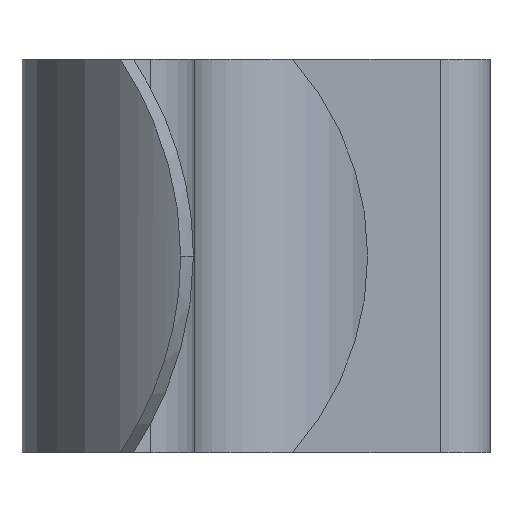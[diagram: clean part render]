
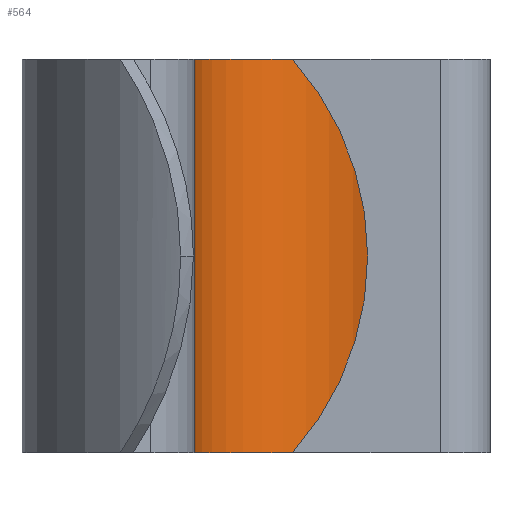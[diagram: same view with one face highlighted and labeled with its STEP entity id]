
A CAD part, left-side view. The second image highlights one B-rep face of the part: STEP entity #564.
In plain terms, the highlighted cylindrical face has radius 4.369 mm (diameter 8.738 mm), a partial arc.
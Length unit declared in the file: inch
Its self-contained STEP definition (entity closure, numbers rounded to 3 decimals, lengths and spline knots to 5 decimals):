
#43 = AXIS2_PLACEMENT_3D ( 'NONE', #453, #450, #448 ) ;
#110 = CIRCLE ( 'NONE', #43, 0.172 ) ;
#128 = ORIENTED_EDGE ( 'NONE', *, *, #147, .T. ) ;
#137 = CARTESIAN_POINT ( 'NONE',  ( 0.686, 0.376, 0.5 ) ) ;
#141 = VERTEX_POINT ( 'NONE', #137 ) ;
#143 = CARTESIAN_POINT ( 'NONE',  ( 0.686, 0.376, 0.5 ) ) ;
#147 = EDGE_CURVE ( 'NONE', #141, #467, #371, .T. ) ;
#154 = FACE_OUTER_BOUND ( 'NONE', #533, .T. ) ;
#162 = ORIENTED_EDGE ( 'NONE', *, *, #505, .T. ) ;
#169 = CARTESIAN_POINT ( 'NONE',  ( 0.686, 0.032, 0.5 ) ) ;
#175 = DIRECTION ( 'NONE',  ( 0., 0., -1. ) ) ;
#268 = CYLINDRICAL_SURFACE ( 'NONE', #688, 0.172 ) ;
#315 = AXIS2_PLACEMENT_3D ( 'NONE', #638, #632, #629 ) ;
#334 = EDGE_CURVE ( 'NONE', #141, #653, #409, .T. ) ;
#366 = VERTEX_POINT ( 'NONE', #603 ) ;
#371 = LINE ( 'NONE', #143, #528 ) ;
#384 = DIRECTION ( 'NONE',  ( 0., 0., -1. ) ) ;
#389 = ORIENTED_EDGE ( 'NONE', *, *, #334, .F. ) ;
#400 = DIRECTION ( 'NONE',  ( -1., 0., 0. ) ) ;
#403 = EDGE_CURVE ( 'NONE', #653, #366, #577, .T. ) ;
#409 = CIRCLE ( 'NONE', #315, 0.172 ) ;
#427 = ORIENTED_EDGE ( 'NONE', *, *, #403, .F. ) ;
#442 = CARTESIAN_POINT ( 'NONE',  ( 0.686, 0.204, 0.5 ) ) ;
#448 = DIRECTION ( 'NONE',  ( 1., 0., 0. ) ) ;
#450 = DIRECTION ( 'NONE',  ( 0., 0., -1. ) ) ;
#453 = CARTESIAN_POINT ( 'NONE',  ( 0.686, 0.204, 0. ) ) ;
#467 = VERTEX_POINT ( 'NONE', #513 ) ;
#505 = EDGE_CURVE ( 'NONE', #467, #366, #110, .T. ) ;
#513 = CARTESIAN_POINT ( 'NONE',  ( 0.686, 0.376, 0. ) ) ;
#528 = VECTOR ( 'NONE', #175, 39.37008 ) ;
#533 = EDGE_LOOP ( 'NONE', ( #162, #427, #389, #128 ) ) ;
#561 = DIRECTION ( 'NONE',  ( 0., 0., -1. ) ) ;
#563 = CARTESIAN_POINT ( 'NONE',  ( 0.686, 0.032, 0.5 ) ) ;
#564 = ADVANCED_FACE ( 'NONE', ( #154 ), #268, .F. ) ;
#577 = LINE ( 'NONE', #563, #648 ) ;
#603 = CARTESIAN_POINT ( 'NONE',  ( 0.686, 0.032, 0. ) ) ;
#629 = DIRECTION ( 'NONE',  ( 1., 0., 0. ) ) ;
#632 = DIRECTION ( 'NONE',  ( 0., 0., -1. ) ) ;
#638 = CARTESIAN_POINT ( 'NONE',  ( 0.686, 0.204, 0.5 ) ) ;
#648 = VECTOR ( 'NONE', #561, 39.37008 ) ;
#653 = VERTEX_POINT ( 'NONE', #169 ) ;
#688 = AXIS2_PLACEMENT_3D ( 'NONE', #442, #384, #400 ) ;
